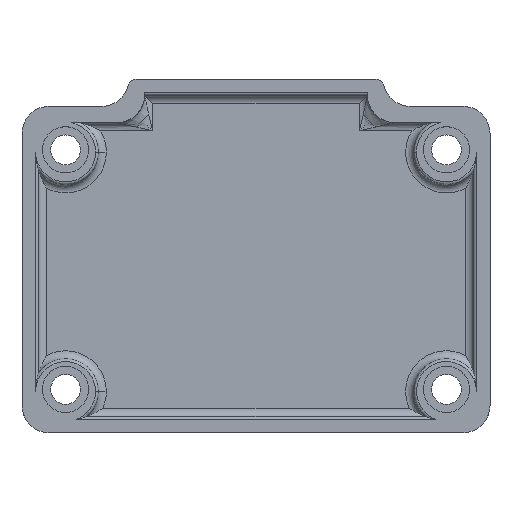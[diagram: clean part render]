
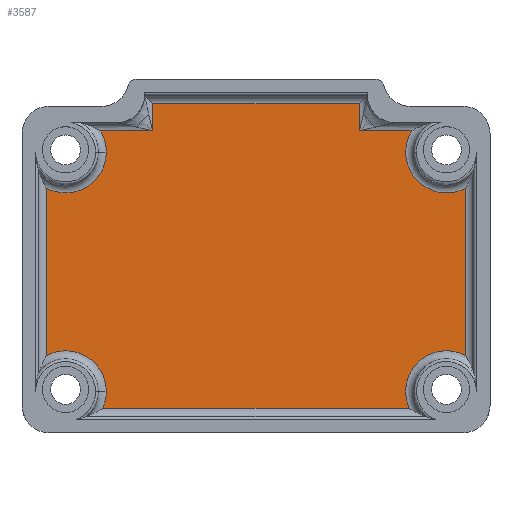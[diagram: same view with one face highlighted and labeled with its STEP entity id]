
A CAD part, top view. The second image highlights one B-rep face of the part: STEP entity #3587.
In plain terms, the highlighted planar face has unit normal (0, 0, 1).
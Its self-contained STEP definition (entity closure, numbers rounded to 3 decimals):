
#5 = LINE ( 'NONE', #3306, #507 ) ;
#9 = VECTOR ( 'NONE', #3315, 1000. ) ;
#12 = VECTOR ( 'NONE', #3317, 1000. ) ;
#14 = LINE ( 'NONE', #3318, #12 ) ;
#15 = LINE ( 'NONE', #3316, #9 ) ;
#16 = VECTOR ( 'NONE', #3327, 1000. ) ;
#19 = VECTOR ( 'NONE', #3213, 1000. ) ;
#23 = CIRCLE ( 'NONE', #826, 7.5 ) ;
#30 = LINE ( 'NONE', #3304, #19 ) ;
#41 = VECTOR ( 'NONE', #3308, 1000. ) ;
#46 = LINE ( 'NONE', #3314, #684 ) ;
#47 = VECTOR ( 'NONE', #3330, 1000. ) ;
#103 = FACE_OUTER_BOUND ( 'NONE', #1352, .T. ) ;
#106 = CIRCLE ( 'NONE', #844, 7.5 ) ;
#255 = LINE ( 'NONE', #3328, #16 ) ;
#434 = DIRECTION ( 'NONE',  ( 1., 0., 0. ) ) ;
#436 = DIRECTION ( 'NONE',  ( 0., 0., -1. ) ) ;
#438 = CARTESIAN_POINT ( 'NONE',  ( -35., 22., 3. ) ) ;
#507 = VECTOR ( 'NONE', #3305, 1000. ) ;
#582 = CIRCLE ( 'NONE', #1065, 7.5 ) ;
#600 = CIRCLE ( 'NONE', #841, 7.5 ) ;
#613 = LINE ( 'NONE', #3311, #41 ) ;
#614 = LINE ( 'NONE', #3245, #47 ) ;
#645 = CIRCLE ( 'NONE', #1068, 7.5 ) ;
#676 = CIRCLE ( 'NONE', #1073, 7.5 ) ;
#684 = VECTOR ( 'NONE', #3313, 1000. ) ;
#747 = CARTESIAN_POINT ( 'NONE',  ( 28.597, 25.906, 3. ) ) ;
#748 = CARTESIAN_POINT ( 'NONE',  ( -38.5, 15.367, 3. ) ) ;
#749 = CARTESIAN_POINT ( 'NONE',  ( -38.5, -15.367, 3. ) ) ;
#759 = CARTESIAN_POINT ( 'NONE',  ( -28.597, 25.906, 3. ) ) ;
#775 = CARTESIAN_POINT ( 'NONE',  ( 19., 25.906, 3. ) ) ;
#803 = CARTESIAN_POINT ( 'NONE',  ( 28.168, -25.094, 3. ) ) ;
#810 = CARTESIAN_POINT ( 'NONE',  ( 38.5, -15.367, 3. ) ) ;
#812 = CARTESIAN_POINT ( 'NONE',  ( -19., 30.906, 3. ) ) ;
#818 = CARTESIAN_POINT ( 'NONE',  ( -28.168, -25.094, 3. ) ) ;
#826 = AXIS2_PLACEMENT_3D ( 'NONE', #3302, #3301, #3300 ) ;
#841 = AXIS2_PLACEMENT_3D ( 'NONE', #438, #436, #434 ) ;
#844 = AXIS2_PLACEMENT_3D ( 'NONE', #3295, #3294, #3293 ) ;
#915 = EDGE_CURVE ( 'NONE', #1507, #1807, #614, .T. ) ;
#917 = EDGE_CURVE ( 'NONE', #1373, #1507, #676, .T. ) ;
#918 = EDGE_CURVE ( 'NONE', #1372, #1508, #645, .T. ) ;
#919 = EDGE_CURVE ( 'NONE', #1419, #1500, #255, .T. ) ;
#921 = EDGE_CURVE ( 'NONE', #1380, #1509, #14, .T. ) ;
#922 = EDGE_CURVE ( 'NONE', #1692, #1380, #15, .T. ) ;
#923 = EDGE_CURVE ( 'NONE', #1509, #1419, #46, .T. ) ;
#924 = EDGE_CURVE ( 'NONE', #1761, #1692, #613, .T. ) ;
#925 = EDGE_CURVE ( 'NONE', #1511, #1893, #5, .T. ) ;
#926 = EDGE_CURVE ( 'NONE', #1893, #1761, #23, .T. ) ;
#928 = EDGE_CURVE ( 'NONE', #1506, #1511, #106, .T. ) ;
#930 = EDGE_CURVE ( 'NONE', #1508, #1506, #30, .T. ) ;
#1036 = EDGE_CURVE ( 'NONE', #1500, #1373, #600, .T. ) ;
#1049 = EDGE_CURVE ( 'NONE', #1807, #1372, #582, .T. ) ;
#1065 = AXIS2_PLACEMENT_3D ( 'NONE', #3443, #3431, #3437 ) ;
#1068 = AXIS2_PLACEMENT_3D ( 'NONE', #3321, #3320, #3319 ) ;
#1073 = AXIS2_PLACEMENT_3D ( 'NONE', #3326, #3325, #3324 ) ;
#1352 = EDGE_LOOP ( 'NONE', ( #1639, #1640, #1641, #1642, #1643, #1644, #1645, #1646, #1647, #1648, #1649, #1650, #1651, #1652 ) ) ;
#1372 = VERTEX_POINT ( 'NONE', #2532 ) ;
#1373 = VERTEX_POINT ( 'NONE', #2528 ) ;
#1380 = VERTEX_POINT ( 'NONE', #2560 ) ;
#1419 = VERTEX_POINT ( 'NONE', #2551 ) ;
#1500 = VERTEX_POINT ( 'NONE', #759 ) ;
#1506 = VERTEX_POINT ( 'NONE', #803 ) ;
#1507 = VERTEX_POINT ( 'NONE', #748 ) ;
#1508 = VERTEX_POINT ( 'NONE', #818 ) ;
#1509 = VERTEX_POINT ( 'NONE', #812 ) ;
#1511 = VERTEX_POINT ( 'NONE', #810 ) ;
#1639 = ORIENTED_EDGE ( 'NONE', *, *, #930, .T. ) ;
#1640 = ORIENTED_EDGE ( 'NONE', *, *, #928, .T. ) ;
#1641 = ORIENTED_EDGE ( 'NONE', *, *, #925, .T. ) ;
#1642 = ORIENTED_EDGE ( 'NONE', *, *, #926, .T. ) ;
#1643 = ORIENTED_EDGE ( 'NONE', *, *, #924, .T. ) ;
#1644 = ORIENTED_EDGE ( 'NONE', *, *, #922, .T. ) ;
#1645 = ORIENTED_EDGE ( 'NONE', *, *, #921, .T. ) ;
#1646 = ORIENTED_EDGE ( 'NONE', *, *, #923, .T. ) ;
#1647 = ORIENTED_EDGE ( 'NONE', *, *, #919, .T. ) ;
#1648 = ORIENTED_EDGE ( 'NONE', *, *, #1036, .T. ) ;
#1649 = ORIENTED_EDGE ( 'NONE', *, *, #917, .T. ) ;
#1650 = ORIENTED_EDGE ( 'NONE', *, *, #915, .T. ) ;
#1651 = ORIENTED_EDGE ( 'NONE', *, *, #1049, .T. ) ;
#1652 = ORIENTED_EDGE ( 'NONE', *, *, #918, .T. ) ;
#1692 = VERTEX_POINT ( 'NONE', #775 ) ;
#1761 = VERTEX_POINT ( 'NONE', #747 ) ;
#1807 = VERTEX_POINT ( 'NONE', #749 ) ;
#1893 = VERTEX_POINT ( 'NONE', #2431 ) ;
#1957 = AXIS2_PLACEMENT_3D ( 'NONE', #2142, #2149, #2150 ) ;
#2142 = CARTESIAN_POINT ( 'NONE',  ( 43., -29.594, 3. ) ) ;
#2143 = PLANE ( 'NONE',  #1957 ) ;
#2149 = DIRECTION ( 'NONE',  ( 0., 0., 1. ) ) ;
#2150 = DIRECTION ( 'NONE',  ( 1., 0., 0. ) ) ;
#2431 = CARTESIAN_POINT ( 'NONE',  ( 38.5, 15.367, 3. ) ) ;
#2528 = CARTESIAN_POINT ( 'NONE',  ( -27.5, 22., 3. ) ) ;
#2532 = CARTESIAN_POINT ( 'NONE',  ( -27.5, -22., 3. ) ) ;
#2551 = CARTESIAN_POINT ( 'NONE',  ( -19., 25.906, 3. ) ) ;
#2560 = CARTESIAN_POINT ( 'NONE',  ( 19., 30.906, 3. ) ) ;
#3213 = DIRECTION ( 'NONE',  ( 1., 0., 0. ) ) ;
#3245 = CARTESIAN_POINT ( 'NONE',  ( -38.5, -18.683, 3. ) ) ;
#3293 = DIRECTION ( 'NONE',  ( 1., 0., 0. ) ) ;
#3294 = DIRECTION ( 'NONE',  ( 0., 0., -1. ) ) ;
#3295 = CARTESIAN_POINT ( 'NONE',  ( 35., -22., 3. ) ) ;
#3300 = DIRECTION ( 'NONE',  ( 1., 0., 0. ) ) ;
#3301 = DIRECTION ( 'NONE',  ( 0., 0., -1. ) ) ;
#3302 = CARTESIAN_POINT ( 'NONE',  ( 35., 22., 3. ) ) ;
#3304 = CARTESIAN_POINT ( 'NONE',  ( 31.141, -25.094, 3. ) ) ;
#3305 = DIRECTION ( 'NONE',  ( 0., 1., 0. ) ) ;
#3306 = CARTESIAN_POINT ( 'NONE',  ( 38.5, 18.683, 3. ) ) ;
#3308 = DIRECTION ( 'NONE',  ( -1., 0., 0. ) ) ;
#3311 = CARTESIAN_POINT ( 'NONE',  ( 20.5, 25.906, 3. ) ) ;
#3313 = DIRECTION ( 'NONE',  ( 0., -1., 0. ) ) ;
#3314 = CARTESIAN_POINT ( 'NONE',  ( -19., 27.406, 3. ) ) ;
#3315 = DIRECTION ( 'NONE',  ( 0., 1., 0. ) ) ;
#3316 = CARTESIAN_POINT ( 'NONE',  ( 19., 32.406, 3. ) ) ;
#3317 = DIRECTION ( 'NONE',  ( -1., 0., 0. ) ) ;
#3318 = CARTESIAN_POINT ( 'NONE',  ( -20.5, 30.906, 3. ) ) ;
#3319 = DIRECTION ( 'NONE',  ( 1., 0., 0. ) ) ;
#3320 = DIRECTION ( 'NONE',  ( 0., 0., -1. ) ) ;
#3321 = CARTESIAN_POINT ( 'NONE',  ( -35., -22., 3. ) ) ;
#3324 = DIRECTION ( 'NONE',  ( 1., 0., 0. ) ) ;
#3325 = DIRECTION ( 'NONE',  ( 0., 0., -1. ) ) ;
#3326 = CARTESIAN_POINT ( 'NONE',  ( -35., 22., 3. ) ) ;
#3327 = DIRECTION ( 'NONE',  ( -1., 0., 0. ) ) ;
#3328 = CARTESIAN_POINT ( 'NONE',  ( -32.396, 25.906, 3. ) ) ;
#3330 = DIRECTION ( 'NONE',  ( 0., -1., 0. ) ) ;
#3431 = DIRECTION ( 'NONE',  ( 0., 0., -1. ) ) ;
#3437 = DIRECTION ( 'NONE',  ( 1., 0., 0. ) ) ;
#3443 = CARTESIAN_POINT ( 'NONE',  ( -35., -22., 3. ) ) ;
#3587 = ADVANCED_FACE ( 'NONE', ( #103 ), #2143, .T. ) ;
